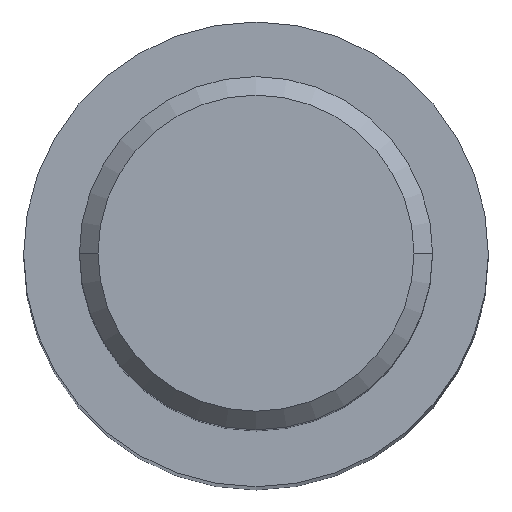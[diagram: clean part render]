
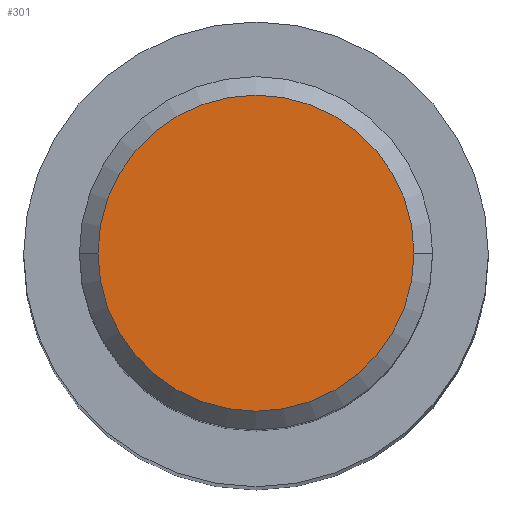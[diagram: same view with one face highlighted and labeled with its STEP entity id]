
A CAD part, top view. The second image highlights one B-rep face of the part: STEP entity #301.
In plain terms, the highlighted planar face has unit normal (0, 0, 1).
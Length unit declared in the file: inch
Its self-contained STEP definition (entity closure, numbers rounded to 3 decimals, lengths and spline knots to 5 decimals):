
#97=CARTESIAN_POINT('',(-0.085,0.,1.375));
#98=VERTEX_POINT('',#97);
#105=CARTESIAN_POINT('',(0.085,0.,1.375));
#106=VERTEX_POINT('',#105);
#107=CARTESIAN_POINT('',(0.0,0.0,1.375));
#108=DIRECTION('',(0.0,0.0,-1.0));
#109=DIRECTION('',(-1.0,0.0,0.0));
#110=AXIS2_PLACEMENT_3D('',#107,#108,#109);
#111=CIRCLE('',#110,0.085);
#112=EDGE_CURVE('',#98,#106,#111,.T.);
#264=CARTESIAN_POINT('',(0.0,0.0,1.375));
#265=DIRECTION('',(0.0,0.0,-1.0));
#266=DIRECTION('',(-1.0,0.0,0.0));
#267=AXIS2_PLACEMENT_3D('',#264,#265,#266);
#268=CIRCLE('',#267,0.085);
#269=EDGE_CURVE('',#106,#98,#268,.T.);
#292=CARTESIAN_POINT('',(0.0,0.0,1.375));
#293=DIRECTION('',(0.0,0.0,-1.0));
#294=DIRECTION('',(-1.0,0.0,0.0));
#295=AXIS2_PLACEMENT_3D('',#292,#293,#294);
#296=PLANE('',#295);
#297=ORIENTED_EDGE('',*,*,#269,.F.);
#298=ORIENTED_EDGE('',*,*,#112,.F.);
#299=EDGE_LOOP('',(#297,#298));
#300=FACE_OUTER_BOUND('',#299,.T.);
#301=ADVANCED_FACE('',(#300),#296,.F.);
